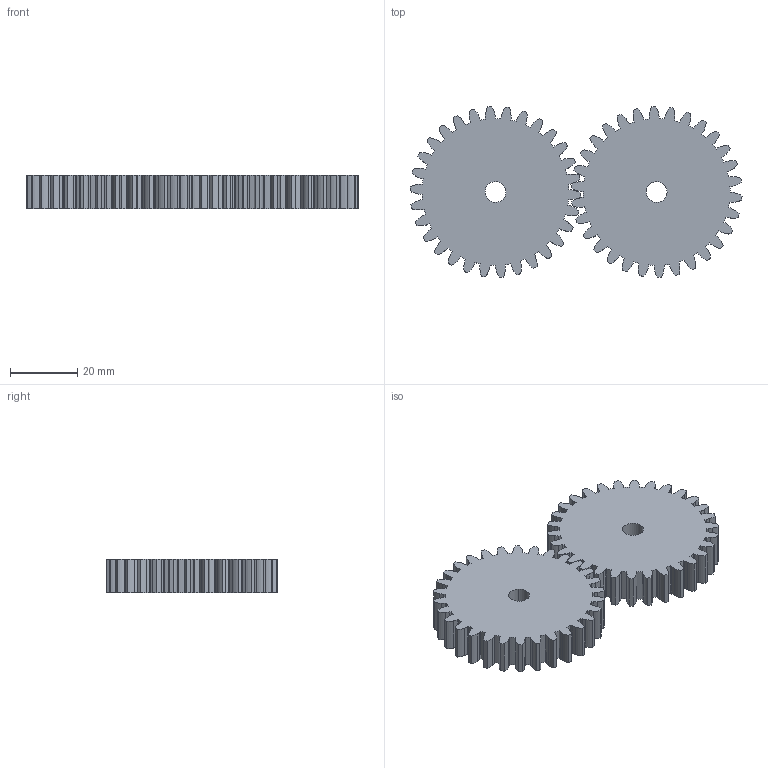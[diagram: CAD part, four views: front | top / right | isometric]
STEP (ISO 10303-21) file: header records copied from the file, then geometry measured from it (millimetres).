
FILE_DESCRIPTION (( 'STEP AP214' ), '1' );
FILE_NAME ('Engrenement.STEP', '2025-09-11T23:12:43', ( '' ), ( '' ), 'SwSTEP 2.0', 'SolidWorks 2024', '' );
FILE_SCHEMA (( 'AUTOMOTIVE_DESIGN' ));
Length unit declared in the file: millimetre
Products named in the file (2): Engrenage1; Engrenement
Assembly tree (2 placements, depth 2):
  Engrenement
    Engrenage1  x2
Bounding box: 98.87 x 50.9 x 10 mm (x, y, z)
Volume: 34706 mm3; surface area: 13562.5 mm2
Topology: 2 solids, 2 shells, 496 faces, 1476 edges, 984 vertices
Faces by surface type: plane 304, cylinder 192
Entity records: 8401 total; most frequent: CARTESIAN_POINT 1483, ORIENTED_EDGE 1476, DIRECTION 1436, EDGE_CURVE 738, VECTOR 546, LINE 546, VERTEX_POINT 492, AXIS2_PLACEMENT_3D 445
